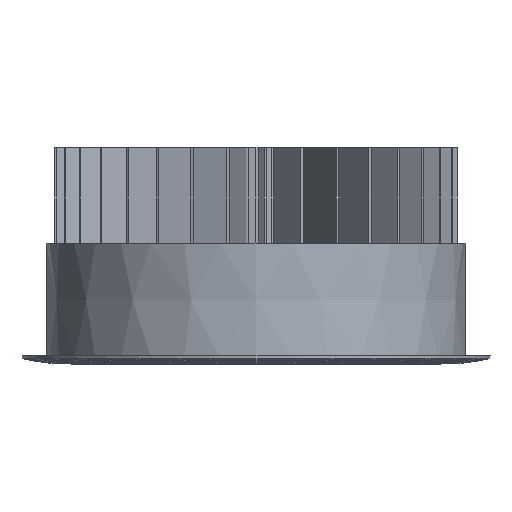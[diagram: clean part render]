
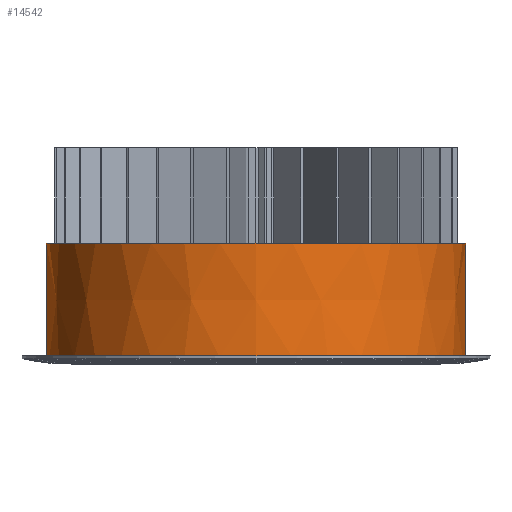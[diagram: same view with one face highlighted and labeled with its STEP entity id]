
A CAD part, front view. The second image highlights one B-rep face of the part: STEP entity #14542.
In plain terms, the highlighted conical face has half-angle 0 degrees and reference radius 104.001 mm.
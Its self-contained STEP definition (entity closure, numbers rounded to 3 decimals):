
#1310 = CARTESIAN_POINT ( 'NONE',  ( -104., 0., 3.302 ) ) ;
#1315 = EDGE_CURVE ( 'NONE', #11105, #11981, #10542, .T. ) ;
#3205 = VECTOR ( 'NONE', #17683, 1000. ) ;
#3577 = CARTESIAN_POINT ( 'NONE',  ( 104.001, 0., 3.302 ) ) ;
#3695 = ORIENTED_EDGE ( 'NONE', *, *, #12049, .T. ) ;
#4165 = FACE_OUTER_BOUND ( 'NONE', #11943, .T. ) ;
#4492 = CARTESIAN_POINT ( 'NONE',  ( 0., 0., 3.302 ) ) ;
#4551 = CARTESIAN_POINT ( 'NONE',  ( 104.001, 0., 3.302 ) ) ;
#5099 = CIRCLE ( 'NONE', #12596, 104. ) ;
#6077 = DIRECTION ( 'NONE',  ( 1., 0., 0. ) ) ;
#6292 = DIRECTION ( 'NONE',  ( 1., 0., 0. ) ) ;
#6757 = CARTESIAN_POINT ( 'NONE',  ( -104., 0., 60.002 ) ) ;
#7110 = EDGE_CURVE ( 'NONE', #13826, #11981, #16226, .T. ) ;
#7622 = DIRECTION ( 'NONE',  ( 0., 0., 1. ) ) ;
#8553 = DIRECTION ( 'NONE',  ( 0., 0., 1. ) ) ;
#9460 = VECTOR ( 'NONE', #7622, 1000. ) ;
#10145 = AXIS2_PLACEMENT_3D ( 'NONE', #17956, #8553, #19531 ) ;
#10542 = CIRCLE ( 'NONE', #10145, 104. ) ;
#10800 = CONICAL_SURFACE ( 'NONE', #16708, 104., 0. ) ;
#11105 = VERTEX_POINT ( 'NONE', #6757 ) ;
#11943 = EDGE_LOOP ( 'NONE', ( #14374, #3695, #12921, #20336 ) ) ;
#11981 = VERTEX_POINT ( 'NONE', #13715 ) ;
#12049 = EDGE_CURVE ( 'NONE', #19748, #11105, #13636, .T. ) ;
#12596 = AXIS2_PLACEMENT_3D ( 'NONE', #4492, #15474, #6077 ) ;
#12921 = ORIENTED_EDGE ( 'NONE', *, *, #1315, .T. ) ;
#13356 = CARTESIAN_POINT ( 'NONE',  ( -104., 0., 3.302 ) ) ;
#13636 = LINE ( 'NONE', #1310, #9460 ) ;
#13715 = CARTESIAN_POINT ( 'NONE',  ( 104.001, 0., 60.002 ) ) ;
#13775 = EDGE_CURVE ( 'NONE', #19748, #13826, #5099, .T. ) ;
#13826 = VERTEX_POINT ( 'NONE', #4551 ) ;
#14374 = ORIENTED_EDGE ( 'NONE', *, *, #13775, .F. ) ;
#14542 = ADVANCED_FACE ( 'NONE', ( #4165 ), #10800, .F. ) ;
#15474 = DIRECTION ( 'NONE',  ( 0., 0., 1. ) ) ;
#15687 = CARTESIAN_POINT ( 'NONE',  ( 0., 0., 3.302 ) ) ;
#16226 = LINE ( 'NONE', #3577, #3205 ) ;
#16708 = AXIS2_PLACEMENT_3D ( 'NONE', #15687, #20344, #6292 ) ;
#17683 = DIRECTION ( 'NONE',  ( 0., 0., 1. ) ) ;
#17956 = CARTESIAN_POINT ( 'NONE',  ( 0., 0., 60.002 ) ) ;
#19531 = DIRECTION ( 'NONE',  ( 1., 0., 0. ) ) ;
#19748 = VERTEX_POINT ( 'NONE', #13356 ) ;
#20336 = ORIENTED_EDGE ( 'NONE', *, *, #7110, .F. ) ;
#20344 = DIRECTION ( 'NONE',  ( 0., 0., 1. ) ) ;
